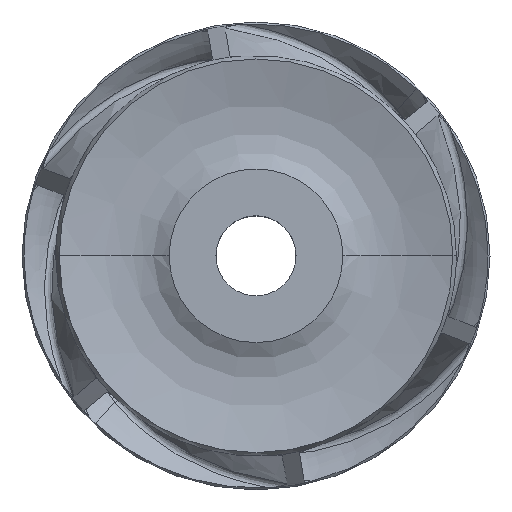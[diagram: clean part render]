
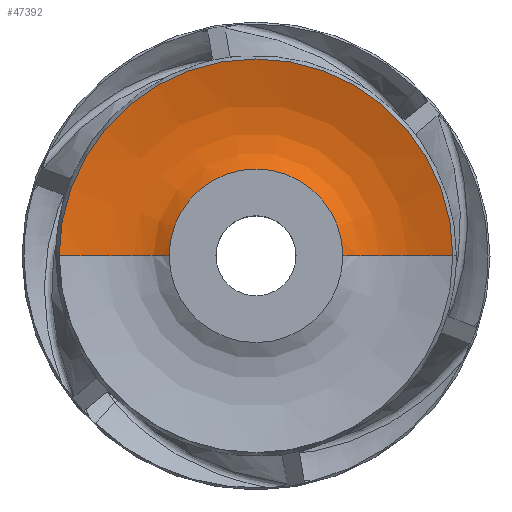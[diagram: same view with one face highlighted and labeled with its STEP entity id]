
A CAD part, top view. The second image highlights one B-rep face of the part: STEP entity #47392.
In plain terms, the highlighted face is a revolution surface.
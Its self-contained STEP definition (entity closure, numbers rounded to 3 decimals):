
#47335 = EDGE_CURVE('',#47336,#47338,#47340,.T.);
#47336 = VERTEX_POINT('',#47337);
#47337 = CARTESIAN_POINT('',(27.102,0.,
    31.44));
#47338 = VERTEX_POINT('',#47339);
#47339 = CARTESIAN_POINT('',(-27.102,0.,
    31.44));
#47340 = CIRCLE('',#47341,27.102);
#47341 = AXIS2_PLACEMENT_3D('',#47342,#47343,#47344);
#47342 = CARTESIAN_POINT('',(0.,0.,31.44));
#47343 = DIRECTION('',(-0.,0.,1.));
#47344 = DIRECTION('',(1.,0.,0.));
#47362 = EDGE_CURVE('',#47336,#47363,#47365,.T.);
#47363 = VERTEX_POINT('',#47364);
#47364 = CARTESIAN_POINT('',(61.466,0.,
    31.44));
#47365 = B_SPLINE_CURVE_WITH_KNOTS('',2,(#47366,#47367,#47368),
  .UNSPECIFIED.,.F.,.F.,(3,3),(0.,1.),.PIECEWISE_BEZIER_KNOTS.);
#47366 = CARTESIAN_POINT('',(27.102,0.,
    31.44));
#47367 = CARTESIAN_POINT('',(37.496,0.,
    23.537));
#47368 = CARTESIAN_POINT('',(61.466,0.,
    31.44));
#47371 = VERTEX_POINT('',#47372);
#47372 = CARTESIAN_POINT('',(-61.466,0.,
    31.44));
#47379 = EDGE_CURVE('',#47338,#47371,#47380,.T.);
#47380 = B_SPLINE_CURVE_WITH_KNOTS('',2,(#47381,#47382,#47383),
  .UNSPECIFIED.,.F.,.F.,(3,3),(0.,1.),.PIECEWISE_BEZIER_KNOTS.);
#47381 = CARTESIAN_POINT('',(-27.102,0.,
    31.44));
#47382 = CARTESIAN_POINT('',(-37.496,0.,
    23.537));
#47383 = CARTESIAN_POINT('',(-61.466,0.,
    31.44));
#47392 = ADVANCED_FACE('Face 84',(#47393),#47405,.F.);
#47393 = FACE_BOUND('',#47394,.F.);
#47394 = EDGE_LOOP('',(#47395,#47402,#47403,#47404));
#47395 = ORIENTED_EDGE('',*,*,#47396,.F.);
#47396 = EDGE_CURVE('',#47363,#47371,#47397,.T.);
#47397 = CIRCLE('',#47398,61.466);
#47398 = AXIS2_PLACEMENT_3D('',#47399,#47400,#47401);
#47399 = CARTESIAN_POINT('',(0.,0.,31.44));
#47400 = DIRECTION('',(-0.,0.,1.));
#47401 = DIRECTION('',(1.,0.,0.));
#47402 = ORIENTED_EDGE('',*,*,#47362,.F.);
#47403 = ORIENTED_EDGE('',*,*,#47335,.T.);
#47404 = ORIENTED_EDGE('',*,*,#47379,.T.);
#47405 = SURFACE_OF_REVOLUTION('',#47406,#47410);
#47406 = B_SPLINE_CURVE_WITH_KNOTS('',2,(#47407,#47408,#47409),
  .UNSPECIFIED.,.F.,.F.,(3,3),(0.,1.),.PIECEWISE_BEZIER_KNOTS.);
#47407 = CARTESIAN_POINT('',(27.102,0.,
    31.44));
#47408 = CARTESIAN_POINT('',(37.496,0.,
    23.537));
#47409 = CARTESIAN_POINT('',(61.466,0.,
    31.44));
#47410 = AXIS1_PLACEMENT('',#47411,#47412);
#47411 = CARTESIAN_POINT('',(0.,0.,-31.44));
#47412 = DIRECTION('',(0.,0.,1.));
